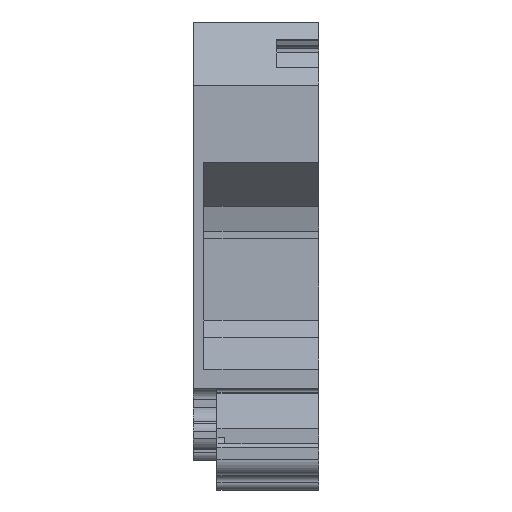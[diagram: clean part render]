
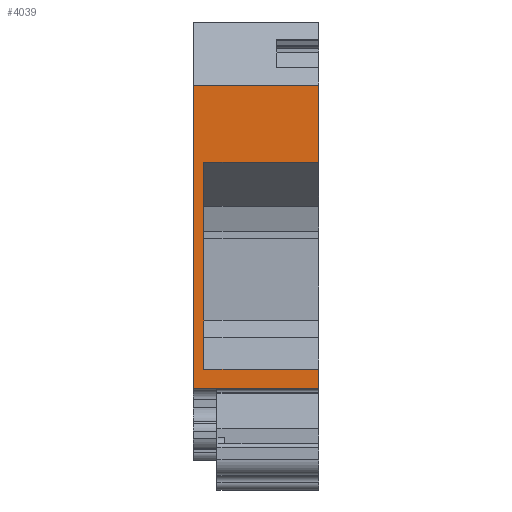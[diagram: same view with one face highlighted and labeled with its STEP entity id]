
A CAD part, front view. The second image highlights one B-rep face of the part: STEP entity #4039.
In plain terms, the highlighted planar face has unit normal (0, -1, 0).
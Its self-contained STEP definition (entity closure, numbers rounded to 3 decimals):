
#4015=AXIS2_PLACEMENT_3D('Plane Axis2P3D',#4012,#4013,#4014) ;
#2822=CARTESIAN_POINT('Vertex',(1.338,0.,41.549)) ;
#2829=CARTESIAN_POINT('Vertex',(15.9,0.,41.549)) ;
#2832=CARTESIAN_POINT('Line Origine',(8.619,0.,41.549)) ;
#2850=CARTESIAN_POINT('Line Origine',(1.338,0.,28.434)) ;
#2854=CARTESIAN_POINT('Vertex',(1.338,0.,15.319)) ;
#2881=CARTESIAN_POINT('Line Origine',(8.619,0.,15.319)) ;
#2885=CARTESIAN_POINT('Vertex',(15.9,0.,15.319)) ;
#3740=CARTESIAN_POINT('Vertex',(15.9,0.,51.349)) ;
#3743=CARTESIAN_POINT('Line Origine',(15.9,0.,46.449)) ;
#3748=CARTESIAN_POINT('Line Origine',(15.9,0.,14.084)) ;
#3752=CARTESIAN_POINT('Vertex',(15.9,0.,12.849)) ;
#3991=CARTESIAN_POINT('Line Origine',(7.95,0.,12.849)) ;
#3995=CARTESIAN_POINT('Vertex',(0.,0.,12.849)) ;
#4012=CARTESIAN_POINT('Axis2P3D Location',(0.,0.,12.849)) ;
#4017=CARTESIAN_POINT('Line Origine',(7.95,0.,51.349)) ;
#4021=CARTESIAN_POINT('Vertex',(0.,0.,51.349)) ;
#4024=CARTESIAN_POINT('Line Origine',(0.,0.,32.099)) ;
#2833=DIRECTION('Vector Direction',(-1.,0.,0.)) ;
#2851=DIRECTION('Vector Direction',(0.,0.,-1.)) ;
#2882=DIRECTION('Vector Direction',(1.,0.,0.)) ;
#3744=DIRECTION('Vector Direction',(0.,0.,-1.)) ;
#3749=DIRECTION('Vector Direction',(0.,0.,-1.)) ;
#3992=DIRECTION('Vector Direction',(-1.,0.,0.)) ;
#4013=DIRECTION('Axis2P3D Direction',(0.,1.,0.)) ;
#4014=DIRECTION('Axis2P3D XDirection',(-1.,0.,0.)) ;
#4018=DIRECTION('Vector Direction',(-1.,0.,0.)) ;
#4025=DIRECTION('Vector Direction',(0.,0.,1.)) ;
#2834=VECTOR('Line Direction',#2833,1.) ;
#2852=VECTOR('Line Direction',#2851,1.) ;
#2883=VECTOR('Line Direction',#2882,1.) ;
#3745=VECTOR('Line Direction',#3744,1.) ;
#3750=VECTOR('Line Direction',#3749,1.) ;
#3993=VECTOR('Line Direction',#3992,1.) ;
#4019=VECTOR('Line Direction',#4018,1.) ;
#4026=VECTOR('Line Direction',#4025,1.) ;
#4030=ORIENTED_EDGE('',*,*,#3997,.F.) ;
#4031=ORIENTED_EDGE('',*,*,#3754,.F.) ;
#4032=ORIENTED_EDGE('',*,*,#2887,.F.) ;
#4033=ORIENTED_EDGE('',*,*,#2856,.F.) ;
#4034=ORIENTED_EDGE('',*,*,#2836,.F.) ;
#4035=ORIENTED_EDGE('',*,*,#3747,.F.) ;
#4036=ORIENTED_EDGE('',*,*,#4023,.T.) ;
#4037=ORIENTED_EDGE('',*,*,#4028,.F.) ;
#4039=ADVANCED_FACE('NONE',(#4038),#4016,.F.) ;
#2836=EDGE_CURVE('',#2830,#2823,#2835,.T.) ;
#2856=EDGE_CURVE('',#2823,#2855,#2853,.T.) ;
#2887=EDGE_CURVE('',#2855,#2886,#2884,.T.) ;
#3747=EDGE_CURVE('',#3741,#2830,#3746,.T.) ;
#3754=EDGE_CURVE('',#2886,#3753,#3751,.T.) ;
#3997=EDGE_CURVE('',#3753,#3996,#3994,.T.) ;
#4023=EDGE_CURVE('',#3741,#4022,#4020,.T.) ;
#4028=EDGE_CURVE('',#3996,#4022,#4027,.T.) ;
#4029=EDGE_LOOP('',(#4030,#4031,#4032,#4033,#4034,#4035,#4036,#4037)) ;
#4038=FACE_OUTER_BOUND('',#4029,.T.) ;
#2835=LINE('Line',#2832,#2834) ;
#2853=LINE('Line',#2850,#2852) ;
#2884=LINE('Line',#2881,#2883) ;
#3746=LINE('Line',#3743,#3745) ;
#3751=LINE('Line',#3748,#3750) ;
#3994=LINE('Line',#3991,#3993) ;
#4020=LINE('Line',#4017,#4019) ;
#4027=LINE('Line',#4024,#4026) ;
#4016=PLANE('',#4015) ;
#2823=VERTEX_POINT('',#2822) ;
#2830=VERTEX_POINT('',#2829) ;
#2855=VERTEX_POINT('',#2854) ;
#2886=VERTEX_POINT('',#2885) ;
#3741=VERTEX_POINT('',#3740) ;
#3753=VERTEX_POINT('',#3752) ;
#3996=VERTEX_POINT('',#3995) ;
#4022=VERTEX_POINT('',#4021) ;
